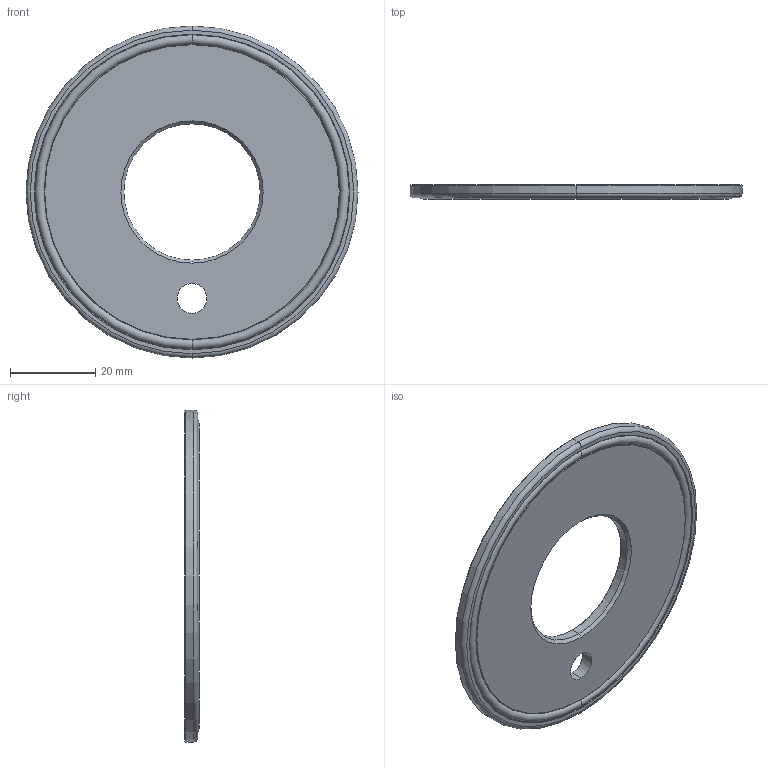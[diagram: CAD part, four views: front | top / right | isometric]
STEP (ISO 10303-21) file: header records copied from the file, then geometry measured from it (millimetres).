
FILE_DESCRIPTION (( 'STEP AP214' ), '1' );
FILE_NAME ('804 060 Distanzscheibe Speedy classic 3 TWISTER ø32 055-175.STEP', '2014-04-23T11:19:46', ( '' ), ( '' ), 'SwSTEP 2.0', 'SolidWorks 2013', '' );
FILE_SCHEMA (( 'AUTOMOTIVE_DESIGN' ));
Length unit declared in the file: millimetre
Products named in the file (1): 804 060 Distanzscheibe Speedy classic 3 TWISTER ø32 055-175
Bounding box: 78 x 3.3 x 78 mm (x, y, z)
Volume: 11751.4 mm3; surface area: 9070 mm2
Topology: 1 solids, 1 shells, 31 faces, 64 edges, 38 vertices
Faces by surface type: torus 10, cone 10, cylinder 6, plane 5
Entity records: 898 total; most frequent: DIRECTION 176, CARTESIAN_POINT 134, ORIENTED_EDGE 128, AXIS2_PLACEMENT_3D 80, EDGE_CURVE 64, CIRCLE 48, VERTEX_POINT 38, EDGE_LOOP 38
